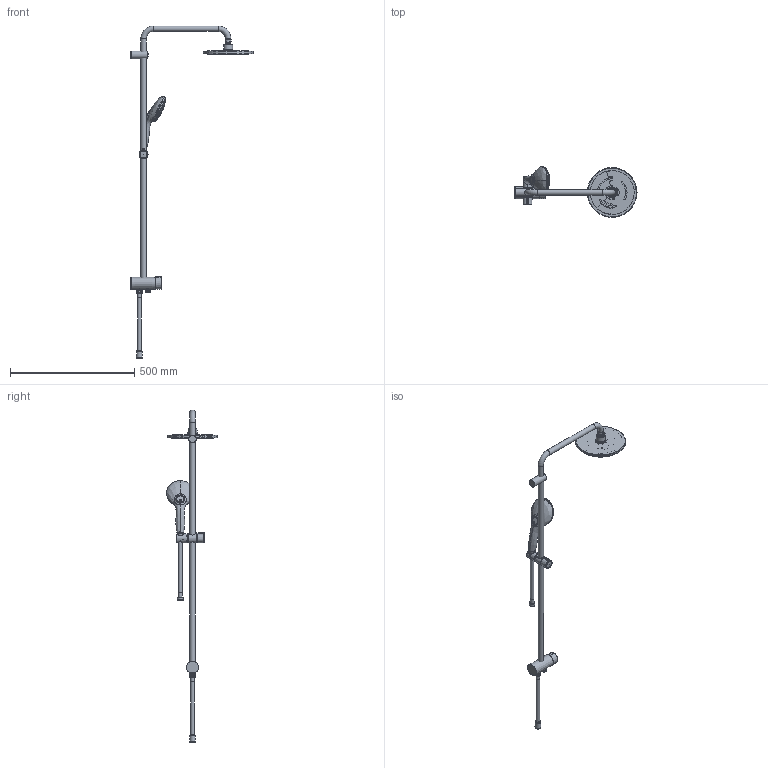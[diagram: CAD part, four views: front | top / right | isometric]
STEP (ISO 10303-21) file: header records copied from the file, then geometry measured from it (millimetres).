
FILE_DESCRIPTION(/* description */ ('Unknown'),/* implementation_level */ '2;1');
FILE_NAME(/* name */ '2645220C',/* time_stamp */ '2023-04-19T08:49:24+02:00',/* author */ ('Unknown'),/* organization */ ('GROHE AG'),/* preprocessor_version */ 'ST-DEVELOPER v16.7',/* originating_system */ 'DEX',/* authorisation */ $);
FILE_SCHEMA (('AUTOMOTIVE_DESIGN {1 0 10303 214 3 1 1}'));
Products named in the file (1): 2645220C
Bounding box: 490.55 x 204.17 x 1334.36 mm (x, y, z)
Volume: 337031.4 mm3; surface area: 323848.6 mm2
Topology: 4 solids, 282 shells, 1014 faces, 3883 edges, 2996 vertices
Faces by surface type: cone 307, torus 266, bspline 175, plane 147, cylinder 113, sphere 6
Full cylindrical faces by diameter (mm): 2.8 x66, 4.1 x6, 14.262 x2, 15 x4, 18 x1, 19.9 x2, 20.96 x1, 22 x5, 22.6 x2, 22.9 x1, 23 x3, 31.3 x1, 33.4 x2, 36 x2, 98.8 x1, 100.004 x1, 195.8 x1
Entity records: 57512 total; most frequent: CARTESIAN_POINT 29575, DIRECTION 4182, ORIENTED_EDGE 3964, EDGE_CURVE 2956, VERTEX_POINT 2691, AXIS2_PLACEMENT_3D 2001, EDGE_LOOP 1963, FACE_BOUND 1963
